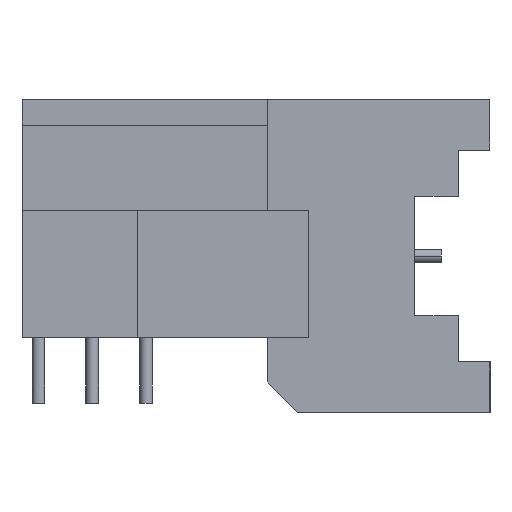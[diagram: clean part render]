
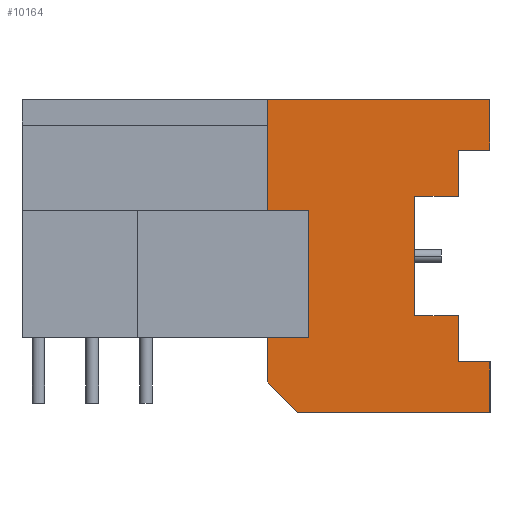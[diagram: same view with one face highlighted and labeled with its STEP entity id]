
A CAD part, front view. The second image highlights one B-rep face of the part: STEP entity #10164.
In plain terms, the highlighted free-form (B-spline) face has degree [1, 1] with [2, 2] control points.
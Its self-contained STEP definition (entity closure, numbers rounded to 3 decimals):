
#9258=CARTESIAN_POINT('',(21.32,-83.12,-1.15));
#9259=VERTEX_POINT('',#9258);
#9265=CARTESIAN_POINT('',(21.32,-83.12,-3.55));
#9266=VERTEX_POINT('',#9265);
#9267=CARTESIAN_POINT('',(21.32,-83.12,-1.15));
#9268=CARTESIAN_POINT('',(21.32,-83.12,-3.55));
#9269=QUASI_UNIFORM_CURVE('',1,(#9267,#9268),.UNSPECIFIED.,.F.,.U.);
#9270=EDGE_CURVE('',#9259,#9266,#9269,.T.);
#9292=CARTESIAN_POINT('',(19.82,-83.12,-1.15));
#9293=VERTEX_POINT('',#9292);
#9299=CARTESIAN_POINT('',(19.82,-83.12,-1.15));
#9300=CARTESIAN_POINT('',(21.32,-83.12,-1.15));
#9301=QUASI_UNIFORM_CURVE('',1,(#9299,#9300),.UNSPECIFIED.,.F.,.U.);
#9302=EDGE_CURVE('',#9293,#9259,#9301,.T.);
#9320=CARTESIAN_POINT('',(19.82,-83.12,1.025));
#9321=VERTEX_POINT('',#9320);
#9327=CARTESIAN_POINT('',(19.82,-83.12,1.025));
#9328=CARTESIAN_POINT('',(19.82,-83.12,-1.15));
#9329=QUASI_UNIFORM_CURVE('',1,(#9327,#9328),.UNSPECIFIED.,.F.,.U.);
#9330=EDGE_CURVE('',#9321,#9293,#9329,.T.);
#9348=CARTESIAN_POINT('',(17.77,-83.12,1.025));
#9349=VERTEX_POINT('',#9348);
#9355=CARTESIAN_POINT('',(17.77,-83.12,1.025));
#9356=CARTESIAN_POINT('',(19.82,-83.12,1.025));
#9357=QUASI_UNIFORM_CURVE('',1,(#9355,#9356),.UNSPECIFIED.,.F.,.U.);
#9358=EDGE_CURVE('',#9349,#9321,#9357,.T.);
#9376=CARTESIAN_POINT('',(17.77,-83.12,6.675));
#9377=VERTEX_POINT('',#9376);
#9383=CARTESIAN_POINT('',(17.77,-83.12,6.675));
#9384=CARTESIAN_POINT('',(17.77,-83.12,1.025));
#9385=QUASI_UNIFORM_CURVE('',1,(#9383,#9384),.UNSPECIFIED.,.F.,.U.);
#9386=EDGE_CURVE('',#9377,#9349,#9385,.T.);
#9404=CARTESIAN_POINT('',(19.82,-83.12,6.675));
#9405=VERTEX_POINT('',#9404);
#9411=CARTESIAN_POINT('',(19.82,-83.12,6.675));
#9412=CARTESIAN_POINT('',(17.77,-83.12,6.675));
#9413=QUASI_UNIFORM_CURVE('',1,(#9411,#9412),.UNSPECIFIED.,.F.,.U.);
#9414=EDGE_CURVE('',#9405,#9377,#9413,.T.);
#9432=CARTESIAN_POINT('',(19.82,-83.12,8.85));
#9433=VERTEX_POINT('',#9432);
#9439=CARTESIAN_POINT('',(19.82,-83.12,8.85));
#9440=CARTESIAN_POINT('',(19.82,-83.12,6.675));
#9441=QUASI_UNIFORM_CURVE('',1,(#9439,#9440),.UNSPECIFIED.,.F.,.U.);
#9442=EDGE_CURVE('',#9433,#9405,#9441,.T.);
#9494=CARTESIAN_POINT('',(21.32,-83.12,8.85));
#9495=VERTEX_POINT('',#9494);
#9501=CARTESIAN_POINT('',(21.32,-83.12,8.85));
#9502=CARTESIAN_POINT('',(19.82,-83.12,8.85));
#9503=QUASI_UNIFORM_CURVE('',1,(#9501,#9502),.UNSPECIFIED.,.F.,.U.);
#9504=EDGE_CURVE('',#9495,#9433,#9503,.T.);
#9524=CARTESIAN_POINT('',(21.32,-83.12,11.25));
#9525=VERTEX_POINT('',#9524);
#9531=CARTESIAN_POINT('',(21.32,-83.12,11.25));
#9532=CARTESIAN_POINT('',(21.32,-83.12,8.85));
#9533=QUASI_UNIFORM_CURVE('',1,(#9531,#9532),.UNSPECIFIED.,.F.,.U.);
#9534=EDGE_CURVE('',#9525,#9495,#9533,.T.);
#10053=CARTESIAN_POINT('',(12.25,-83.12,-3.55));
#10054=VERTEX_POINT('',#10053);
#10055=CARTESIAN_POINT('',(21.32,-83.12,-3.55));
#10056=CARTESIAN_POINT('',(12.25,-83.12,-3.55));
#10057=QUASI_UNIFORM_CURVE('',1,(#10055,#10056),.UNSPECIFIED.,.F.,.U.);
#10058=EDGE_CURVE('',#9266,#10054,#10057,.T.);
#10091=CARTESIAN_POINT('',(10.8,-83.12,-2.1));
#10092=VERTEX_POINT('',#10091);
#10093=CARTESIAN_POINT('',(12.25,-83.12,-3.55));
#10094=CARTESIAN_POINT('',(10.8,-83.12,-2.1));
#10095=QUASI_UNIFORM_CURVE('',1,(#10093,#10094),.UNSPECIFIED.,.F.,.U.);
#10096=EDGE_CURVE('',#10054,#10092,#10095,.T.);
#10106=CARTESIAN_POINT('',(22.425,-83.12,-4.29));
#10107=CARTESIAN_POINT('',(22.425,-83.12,11.99));
#10108=CARTESIAN_POINT('',(-1.885,-83.12,-4.29));
#10109=CARTESIAN_POINT('',(-1.885,-83.12,11.99));
#10110=QUASI_UNIFORM_SURFACE('',1,1,((#10106,#10108),(#10107,#10109)),.UNSPECIFIED.,.F.,.F.,.U.);
#10111=CARTESIAN_POINT('',(10.8,-83.12,6.));
#10112=VERTEX_POINT('',#10111);
#10113=CARTESIAN_POINT('',(12.77,-83.12,6.));
#10114=VERTEX_POINT('',#10113);
#10115=CARTESIAN_POINT('',(10.8,-83.12,6.));
#10116=CARTESIAN_POINT('',(12.77,-83.12,6.));
#10117=QUASI_UNIFORM_CURVE('',1,(#10115,#10116),.UNSPECIFIED.,.F.,.U.);
#10118=EDGE_CURVE('',#10112,#10114,#10117,.T.);
#10119=ORIENTED_EDGE('',*,*,#10118,.T.);
#10120=CARTESIAN_POINT('',(12.77,-83.12,0.));
#10121=VERTEX_POINT('',#10120);
#10122=CARTESIAN_POINT('',(12.77,-83.12,6.));
#10123=CARTESIAN_POINT('',(12.77,-83.12,0.));
#10124=B_SPLINE_CURVE_WITH_KNOTS('',1,(#10122,#10123),.UNSPECIFIED.,.F.,.U.,(2,2),(0.0,3.046),.UNSPECIFIED.);
#10125=EDGE_CURVE('',#10114,#10121,#10124,.T.);
#10126=ORIENTED_EDGE('',*,*,#10125,.T.);
#10127=CARTESIAN_POINT('',(10.8,-83.12,0.));
#10128=VERTEX_POINT('',#10127);
#10129=CARTESIAN_POINT('',(10.8,-83.12,0.));
#10130=CARTESIAN_POINT('',(12.77,-83.12,0.));
#10131=QUASI_UNIFORM_CURVE('',1,(#10129,#10130),.UNSPECIFIED.,.F.,.U.);
#10132=EDGE_CURVE('',#10128,#10121,#10131,.T.);
#10133=ORIENTED_EDGE('',*,*,#10132,.F.);
#10134=CARTESIAN_POINT('',(10.8,-83.12,-2.1));
#10135=CARTESIAN_POINT('',(10.8,-83.12,0.));
#10136=B_SPLINE_CURVE_WITH_KNOTS('',1,(#10134,#10135),.UNSPECIFIED.,.F.,.U.,(2,2),(0.0,0.157),.UNSPECIFIED.);
#10137=EDGE_CURVE('',#10092,#10128,#10136,.T.);
#10138=ORIENTED_EDGE('',*,*,#10137,.F.);
#10139=ORIENTED_EDGE('',*,*,#10096,.F.);
#10140=ORIENTED_EDGE('',*,*,#10058,.F.);
#10141=ORIENTED_EDGE('',*,*,#9270,.F.);
#10142=ORIENTED_EDGE('',*,*,#9302,.F.);
#10143=ORIENTED_EDGE('',*,*,#9330,.F.);
#10144=ORIENTED_EDGE('',*,*,#9358,.F.);
#10145=ORIENTED_EDGE('',*,*,#9386,.F.);
#10146=ORIENTED_EDGE('',*,*,#9414,.F.);
#10147=ORIENTED_EDGE('',*,*,#9442,.F.);
#10148=ORIENTED_EDGE('',*,*,#9504,.F.);
#10149=ORIENTED_EDGE('',*,*,#9534,.F.);
#10150=CARTESIAN_POINT('',(10.8,-83.12,11.25));
#10151=VERTEX_POINT('',#10150);
#10152=CARTESIAN_POINT('',(10.8,-83.12,11.25));
#10153=CARTESIAN_POINT('',(21.32,-83.12,11.25));
#10154=B_SPLINE_CURVE_WITH_KNOTS('',1,(#10152,#10153),.UNSPECIFIED.,.F.,.U.,(2,2),(0.524,1.0),.UNSPECIFIED.);
#10155=EDGE_CURVE('',#10151,#9525,#10154,.T.);
#10156=ORIENTED_EDGE('',*,*,#10155,.F.);
#10157=CARTESIAN_POINT('',(10.8,-83.12,6.));
#10158=CARTESIAN_POINT('',(10.8,-83.12,11.25));
#10159=B_SPLINE_CURVE_WITH_KNOTS('',1,(#10157,#10158),.UNSPECIFIED.,.F.,.U.,(2,2),(0.607,1.0),.UNSPECIFIED.);
#10160=EDGE_CURVE('',#10112,#10151,#10159,.T.);
#10161=ORIENTED_EDGE('',*,*,#10160,.F.);
#10162=EDGE_LOOP('',(#10119,#10126,#10133,#10138,#10139,#10140,#10141,#10142,#10143,#10144,#10145,#10146,#10147,#10148,#10149,#10156,#10161));
#10163=FACE_OUTER_BOUND('',#10162,.T.);
#10164=ADVANCED_FACE('',(#10163),#10110,.T.);
